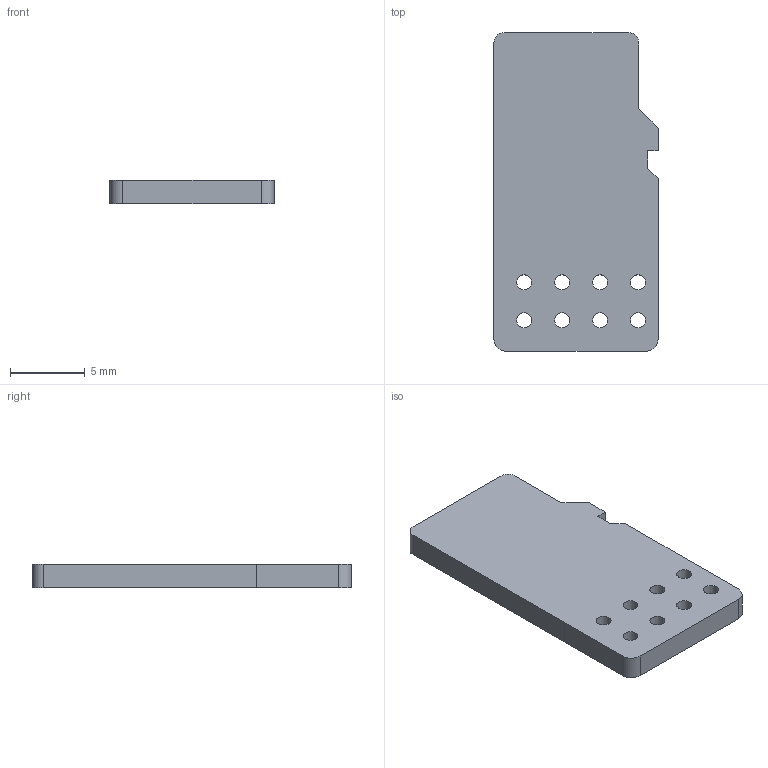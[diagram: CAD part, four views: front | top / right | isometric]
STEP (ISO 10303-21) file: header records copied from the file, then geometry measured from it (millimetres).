
FILE_DESCRIPTION(('KiCad electronic assembly'),'2;1');
FILE_NAME('usd-mock-bob.step','2023-01-08T13:46:59',('Pcbnew'),('Kicad') ,'Open CASCADE STEP processor 7.6','KiCad to STEP converter','Unknown' );
FILE_SCHEMA(('AUTOMOTIVE_DESIGN { 1 0 10303 214 1 1 1 1 }'));
Length unit declared in the file: millimetre
Products named in the file (2): usd-mock-bob 1; usd-mock-bob PCB
Assembly tree (1 placements, depth 2):
  usd-mock-bob 1
    usd-mock-bob PCB
Bounding box: 11 x 21.35 x 1.6 mm (x, y, z)
Volume: 351.2 mm3; surface area: 580.9 mm2
Topology: 1 solids, 1 shells, 26 faces, 72 edges, 48 vertices
Faces by surface type: plane 14, cylinder 12
Full cylindrical faces by diameter (mm): 1 x8
Entity records: 1855 total; most frequent: DIRECTION 296, CARTESIAN_POINT 292, LINE 168, VECTOR 168, ORIENTED_EDGE 144, PCURVE 144, DEFINITIONAL_REPRESENTATION 144, EDGE_CURVE 72
